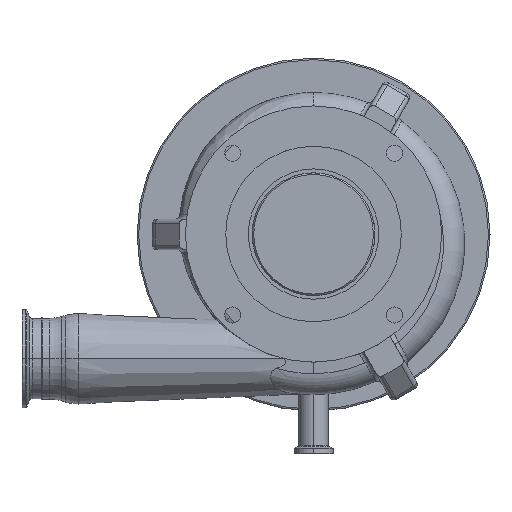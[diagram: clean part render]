
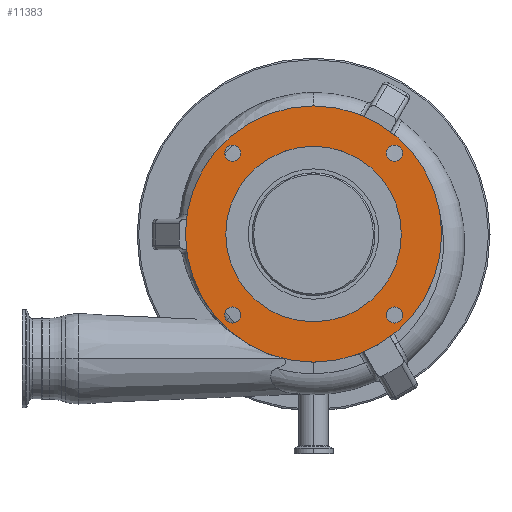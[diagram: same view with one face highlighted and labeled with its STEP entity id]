
A CAD part, top view. The second image highlights one B-rep face of the part: STEP entity #11383.
In plain terms, the highlighted face is planar.
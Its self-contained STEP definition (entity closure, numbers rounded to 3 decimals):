
#65 = CARTESIAN_POINT ( 'NONE',  ( 5.5, 0., 0. ) ) ;
#486 = CARTESIAN_POINT ( 'NONE',  ( 5.5, 0., 57.2 ) ) ;
#958 = FACE_BOUND ( 'NONE', #6598, .T. ) ;
#1333 = CARTESIAN_POINT ( 'NONE',  ( 5.5, 52.759, 47.509 ) ) ;
#1618 = DIRECTION ( 'NONE',  ( 0., 0., 1. ) ) ;
#2003 = EDGE_LOOP ( 'NONE', ( #15258, #8944 ) ) ;
#2357 = CIRCLE ( 'NONE', #19587, 57.2 ) ;
#2510 = ORIENTED_EDGE ( 'NONE', *, *, #6643, .F. ) ;
#2651 = DIRECTION ( 'NONE',  ( -1., 0., 0. ) ) ;
#2659 = DIRECTION ( 'NONE',  ( 0., 0., 1. ) ) ;
#2762 = CIRCLE ( 'NONE', #24872, 5.25 ) ;
#2787 = ORIENTED_EDGE ( 'NONE', *, *, #21056, .F. ) ;
#2860 = EDGE_CURVE ( 'NONE', #11724, #21731, #13663, .T. ) ;
#2980 = EDGE_CURVE ( 'NONE', #23639, #15165, #4864, .T. ) ;
#3924 = EDGE_LOOP ( 'NONE', ( #4453, #14159 ) ) ;
#4253 = DIRECTION ( 'NONE',  ( -1., 0., 0. ) ) ;
#4453 = ORIENTED_EDGE ( 'NONE', *, *, #12277, .T. ) ;
#4538 = DIRECTION ( 'NONE',  ( -1., 0., 0. ) ) ;
#4578 = ORIENTED_EDGE ( 'NONE', *, *, #23143, .F. ) ;
#4620 = CIRCLE ( 'NONE', #11642, 57.2 ) ;
#4698 = EDGE_CURVE ( 'NONE', #18267, #25410, #21714, .T. ) ;
#4864 = CIRCLE ( 'NONE', #20339, 5.25 ) ;
#5231 = CIRCLE ( 'NONE', #26905, 5.25 ) ;
#5341 = FACE_OUTER_BOUND ( 'NONE', #3924, .T. ) ;
#5356 = CARTESIAN_POINT ( 'NONE',  ( 5.5, -52.759, -47.509 ) ) ;
#5482 = CARTESIAN_POINT ( 'NONE',  ( 5.5, 52.759, 52.759 ) ) ;
#5621 = DIRECTION ( 'NONE',  ( 0., 0., 1. ) ) ;
#6235 = AXIS2_PLACEMENT_3D ( 'NONE', #18657, #4253, #10025 ) ;
#6247 = CARTESIAN_POINT ( 'NONE',  ( 5.5, -52.759, 47.509 ) ) ;
#6420 = VERTEX_POINT ( 'NONE', #10962 ) ;
#6598 = EDGE_LOOP ( 'NONE', ( #4578, #19627 ) ) ;
#6638 = AXIS2_PLACEMENT_3D ( 'NONE', #13006, #2651, #17336 ) ;
#6643 = EDGE_CURVE ( 'NONE', #16950, #9659, #4620, .T. ) ;
#7398 = FACE_BOUND ( 'NONE', #14364, .T. ) ;
#7536 = DIRECTION ( 'NONE',  ( -1., 0., 0. ) ) ;
#7681 = CARTESIAN_POINT ( 'NONE',  ( 5.5, 52.759, -52.759 ) ) ;
#7741 = EDGE_LOOP ( 'NONE', ( #10589, #16086 ) ) ;
#8101 = CARTESIAN_POINT ( 'NONE',  ( 5.5, -52.759, 52.759 ) ) ;
#8664 = DIRECTION ( 'NONE',  ( 0., 0., 1. ) ) ;
#8944 = ORIENTED_EDGE ( 'NONE', *, *, #22118, .F. ) ;
#9349 = PLANE ( 'NONE',  #24373 ) ;
#9551 = CARTESIAN_POINT ( 'NONE',  ( 5.5, 0., 83.5 ) ) ;
#9659 = VERTEX_POINT ( 'NONE', #486 ) ;
#9717 = AXIS2_PLACEMENT_3D ( 'NONE', #17450, #25268, #27036 ) ;
#10025 = DIRECTION ( 'NONE',  ( 0., 0., 1. ) ) ;
#10190 = AXIS2_PLACEMENT_3D ( 'NONE', #14309, #20573, #1618 ) ;
#10319 = DIRECTION ( 'NONE',  ( 0., 0., 1. ) ) ;
#10323 = CARTESIAN_POINT ( 'NONE',  ( 5.5, -52.759, -58.009 ) ) ;
#10589 = ORIENTED_EDGE ( 'NONE', *, *, #18454, .F. ) ;
#10673 = DIRECTION ( 'NONE',  ( -1., 0., 0. ) ) ;
#10962 = CARTESIAN_POINT ( 'NONE',  ( 5.5, 52.759, -47.509 ) ) ;
#11088 = CIRCLE ( 'NONE', #10190, 83.5 ) ;
#11383 = ADVANCED_FACE ( 'NONE', ( #11415, #7398, #17552, #19900, #958, #5341 ), #9349, .T. ) ;
#11415 = FACE_BOUND ( 'NONE', #23431, .T. ) ;
#11642 = AXIS2_PLACEMENT_3D ( 'NONE', #27178, #20808, #22766 ) ;
#11724 = VERTEX_POINT ( 'NONE', #16045 ) ;
#12277 = EDGE_CURVE ( 'NONE', #21731, #11724, #11088, .T. ) ;
#12394 = DIRECTION ( 'NONE',  ( -1., 0., 0. ) ) ;
#12398 = CIRCLE ( 'NONE', #6235, 5.25 ) ;
#13006 = CARTESIAN_POINT ( 'NONE',  ( 5.5, -52.759, -52.759 ) ) ;
#13663 = CIRCLE ( 'NONE', #24337, 83.5 ) ;
#13720 = EDGE_CURVE ( 'NONE', #15352, #6420, #2762, .T. ) ;
#13767 = CARTESIAN_POINT ( 'NONE',  ( 5.5, 0., 0. ) ) ;
#13782 = CIRCLE ( 'NONE', #18257, 5.25 ) ;
#14159 = ORIENTED_EDGE ( 'NONE', *, *, #2860, .T. ) ;
#14237 = CARTESIAN_POINT ( 'NONE',  ( 5.5, 52.759, -58.009 ) ) ;
#14309 = CARTESIAN_POINT ( 'NONE',  ( 5.5, 0., 0. ) ) ;
#14364 = EDGE_LOOP ( 'NONE', ( #2787, #14839 ) ) ;
#14587 = EDGE_CURVE ( 'NONE', #9659, #16950, #2357, .T. ) ;
#14740 = EDGE_CURVE ( 'NONE', #17048, #16574, #13782, .T. ) ;
#14839 = ORIENTED_EDGE ( 'NONE', *, *, #2980, .F. ) ;
#15165 = VERTEX_POINT ( 'NONE', #20995 ) ;
#15258 = ORIENTED_EDGE ( 'NONE', *, *, #4698, .F. ) ;
#15352 = VERTEX_POINT ( 'NONE', #14237 ) ;
#15850 = CARTESIAN_POINT ( 'NONE',  ( 5.5, -52.759, 52.759 ) ) ;
#16045 = CARTESIAN_POINT ( 'NONE',  ( 5.5, 0., -83.5 ) ) ;
#16086 = ORIENTED_EDGE ( 'NONE', *, *, #14740, .F. ) ;
#16153 = DIRECTION ( 'NONE',  ( -1., 0., 0. ) ) ;
#16574 = VERTEX_POINT ( 'NONE', #19277 ) ;
#16864 = CARTESIAN_POINT ( 'NONE',  ( 5.5, 0., 0. ) ) ;
#16950 = VERTEX_POINT ( 'NONE', #24834 ) ;
#17048 = VERTEX_POINT ( 'NONE', #6247 ) ;
#17336 = DIRECTION ( 'NONE',  ( 0., 0., 1. ) ) ;
#17450 = CARTESIAN_POINT ( 'NONE',  ( 5.5, -52.759, -52.759 ) ) ;
#17552 = FACE_BOUND ( 'NONE', #7741, .T. ) ;
#17833 = DIRECTION ( 'NONE',  ( 0., 0., 1. ) ) ;
#17946 = DIRECTION ( 'NONE',  ( -1., 0., 0. ) ) ;
#18257 = AXIS2_PLACEMENT_3D ( 'NONE', #15850, #17946, #26258 ) ;
#18267 = VERTEX_POINT ( 'NONE', #5356 ) ;
#18454 = EDGE_CURVE ( 'NONE', #16574, #17048, #20209, .T. ) ;
#18620 = DIRECTION ( 'NONE',  ( 0., 0., 1. ) ) ;
#18657 = CARTESIAN_POINT ( 'NONE',  ( 5.5, 52.759, -52.759 ) ) ;
#19277 = CARTESIAN_POINT ( 'NONE',  ( 5.5, -52.759, 58.009 ) ) ;
#19587 = AXIS2_PLACEMENT_3D ( 'NONE', #16864, #4538, #23258 ) ;
#19627 = ORIENTED_EDGE ( 'NONE', *, *, #13720, .F. ) ;
#19900 = FACE_BOUND ( 'NONE', #2003, .T. ) ;
#20209 = CIRCLE ( 'NONE', #24657, 5.25 ) ;
#20339 = AXIS2_PLACEMENT_3D ( 'NONE', #21448, #21312, #8664 ) ;
#20573 = DIRECTION ( 'NONE',  ( -1., 0., 0. ) ) ;
#20808 = DIRECTION ( 'NONE',  ( -1., 0., 0. ) ) ;
#20995 = CARTESIAN_POINT ( 'NONE',  ( 5.5, 52.759, 58.009 ) ) ;
#21056 = EDGE_CURVE ( 'NONE', #15165, #23639, #5231, .T. ) ;
#21312 = DIRECTION ( 'NONE',  ( -1., 0., 0. ) ) ;
#21448 = CARTESIAN_POINT ( 'NONE',  ( 5.5, 52.759, 52.759 ) ) ;
#21714 = CIRCLE ( 'NONE', #9717, 5.25 ) ;
#21731 = VERTEX_POINT ( 'NONE', #9551 ) ;
#22118 = EDGE_CURVE ( 'NONE', #25410, #18267, #26983, .T. ) ;
#22766 = DIRECTION ( 'NONE',  ( 0., 0., 1. ) ) ;
#23143 = EDGE_CURVE ( 'NONE', #6420, #15352, #12398, .T. ) ;
#23258 = DIRECTION ( 'NONE',  ( 0., 0., 1. ) ) ;
#23431 = EDGE_LOOP ( 'NONE', ( #25271, #2510 ) ) ;
#23639 = VERTEX_POINT ( 'NONE', #1333 ) ;
#24337 = AXIS2_PLACEMENT_3D ( 'NONE', #65, #10673, #2659 ) ;
#24373 = AXIS2_PLACEMENT_3D ( 'NONE', #13767, #7536, #17833 ) ;
#24657 = AXIS2_PLACEMENT_3D ( 'NONE', #8101, #12394, #10319 ) ;
#24834 = CARTESIAN_POINT ( 'NONE',  ( 5.5, 0., -57.2 ) ) ;
#24872 = AXIS2_PLACEMENT_3D ( 'NONE', #7681, #16153, #5621 ) ;
#25268 = DIRECTION ( 'NONE',  ( -1., 0., 0. ) ) ;
#25271 = ORIENTED_EDGE ( 'NONE', *, *, #14587, .F. ) ;
#25410 = VERTEX_POINT ( 'NONE', #10323 ) ;
#26258 = DIRECTION ( 'NONE',  ( 0., 0., 1. ) ) ;
#26539 = DIRECTION ( 'NONE',  ( -1., 0., 0. ) ) ;
#26905 = AXIS2_PLACEMENT_3D ( 'NONE', #5482, #26539, #18620 ) ;
#26983 = CIRCLE ( 'NONE', #6638, 5.25 ) ;
#27036 = DIRECTION ( 'NONE',  ( 0., 0., 1. ) ) ;
#27178 = CARTESIAN_POINT ( 'NONE',  ( 5.5, 0., 0. ) ) ;
